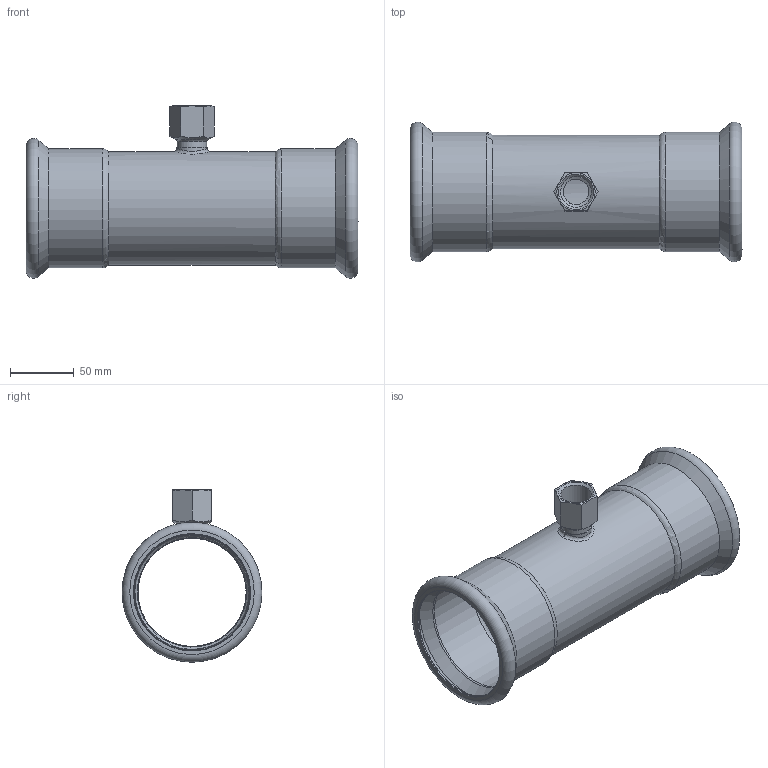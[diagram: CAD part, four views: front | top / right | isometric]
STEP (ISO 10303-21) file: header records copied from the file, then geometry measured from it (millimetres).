
FILE_DESCRIPTION(/* description */ (''),/* implementation_level */ '2;1');
FILE_NAME(/* name */ '41331.stp',/* time_stamp */ '2023-09-08T10:58:38+02:00',/* author */ ('JANAN'),/* organization */ (''),/* preprocessor_version */ 'ST-DEVELOPER v19.2',/* originating_system */ 'Autodesk Inventor 2023',/* authorisation */ '');
FILE_SCHEMA (('AUTOMOTIVE_DESIGN { 1 0 10303 214 3 1 1 }'));
Length unit declared in the file: millimetre
Products named in the file (1): tmpC025.tmp
Bounding box: 260 x 109.47 x 134.98 mm (x, y, z)
Volume: 168214.4 mm3; surface area: 165322.6 mm2
Topology: 2 solids, 2 shells, 60 faces, 136 edges, 83 vertices
Faces by surface type: cone 17, cylinder 13, torus 13, plane 13, bspline 4
Full cylindrical faces by diameter (mm): 20 x1, 20.6 x1, 23 x1, 24 x1, 24.117 x1, 84.78 x1, 88.9 x1, 89.5 x2, 91 x2, 93.5 x2
Entity records: 3267 total; most frequent: CARTESIAN_POINT 1831, DIRECTION 290, ORIENTED_EDGE 272, EDGE_CURVE 136, AXIS2_PLACEMENT_3D 128, VERTEX_POINT 83, CIRCLE 71, EDGE_LOOP 69
